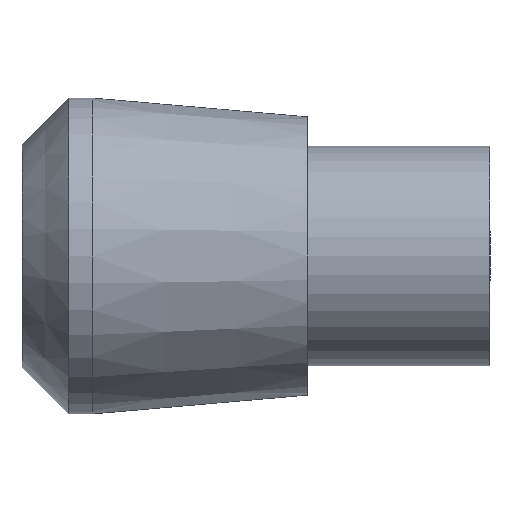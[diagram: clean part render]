
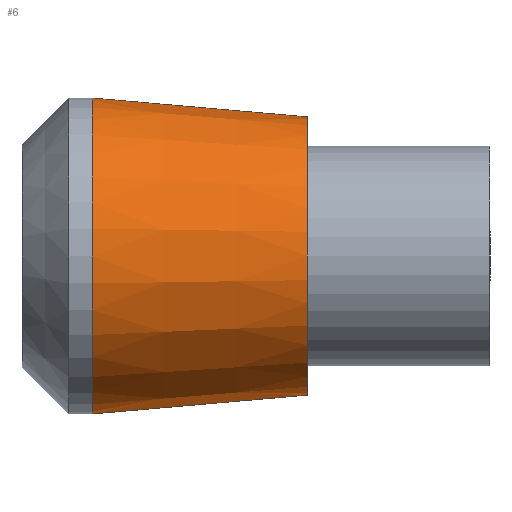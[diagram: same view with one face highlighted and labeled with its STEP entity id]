
A CAD part, left-side view. The second image highlights one B-rep face of the part: STEP entity #6.
In plain terms, the highlighted conical face has half-angle 5 degrees and reference radius 6.75 mm.
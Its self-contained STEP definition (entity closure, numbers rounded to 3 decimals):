
#2 = CIRCLE ( 'NONE', #97, 6.75 ) ;
#3 = ORIENTED_EDGE ( 'NONE', *, *, #146, .T. ) ;
#6 = ADVANCED_FACE ( 'NONE', ( #226 ), #567, .T. ) ;
#13 = DIRECTION ( 'NONE',  ( 1., 0., 0. ) ) ;
#14 = CARTESIAN_POINT ( 'NONE',  ( 0., 17., 6.75 ) ) ;
#44 = ORIENTED_EDGE ( 'NONE', *, *, #612, .T. ) ;
#52 = DIRECTION ( 'NONE',  ( 0., 0., 1. ) ) ;
#94 = ORIENTED_EDGE ( 'NONE', *, *, #266, .F. ) ;
#97 = AXIS2_PLACEMENT_3D ( 'NONE', #342, #232, #13 ) ;
#105 = ORIENTED_EDGE ( 'NONE', *, *, #557, .T. ) ;
#120 = CARTESIAN_POINT ( 'NONE',  ( 0., 7.8, 0. ) ) ;
#146 = EDGE_CURVE ( 'NONE', #222, #509, #360, .T. ) ;
#168 = DIRECTION ( 'NONE',  ( 0., 0., 1. ) ) ;
#222 = VERTEX_POINT ( 'NONE', #280 ) ;
#226 = FACE_OUTER_BOUND ( 'NONE', #276, .T. ) ;
#230 = AXIS2_PLACEMENT_3D ( 'NONE', #537, #331, #52 ) ;
#231 = DIRECTION ( 'NONE',  ( 0., 0.996, 0.087 ) ) ;
#232 = DIRECTION ( 'NONE',  ( 0., -1., 0. ) ) ;
#266 = EDGE_CURVE ( 'NONE', #371, #498, #678, .T. ) ;
#276 = EDGE_LOOP ( 'NONE', ( #94, #105, #3, #44 ) ) ;
#280 = CARTESIAN_POINT ( 'NONE',  ( 0., 7.8, 5.945 ) ) ;
#317 = CARTESIAN_POINT ( 'NONE',  ( 0., 17., 6.75 ) ) ;
#331 = DIRECTION ( 'NONE',  ( 0., 1., 0. ) ) ;
#342 = CARTESIAN_POINT ( 'NONE',  ( 0., 17., 0. ) ) ;
#360 = LINE ( 'NONE', #14, #545 ) ;
#371 = VERTEX_POINT ( 'NONE', #480 ) ;
#438 = AXIS2_PLACEMENT_3D ( 'NONE', #120, #444, #168 ) ;
#444 = DIRECTION ( 'NONE',  ( 0., 1., 0. ) ) ;
#471 = CARTESIAN_POINT ( 'NONE',  ( 0., 17., -6.75 ) ) ;
#480 = CARTESIAN_POINT ( 'NONE',  ( 0., 7.8, -5.945 ) ) ;
#498 = VERTEX_POINT ( 'NONE', #471 ) ;
#502 = DIRECTION ( 'NONE',  ( 0., 0.996, -0.087 ) ) ;
#505 = CARTESIAN_POINT ( 'NONE',  ( 0., 17., -6.75 ) ) ;
#509 = VERTEX_POINT ( 'NONE', #317 ) ;
#537 = CARTESIAN_POINT ( 'NONE',  ( 0., 17., 0. ) ) ;
#545 = VECTOR ( 'NONE', #231, 1000. ) ;
#557 = EDGE_CURVE ( 'NONE', #371, #222, #630, .T. ) ;
#567 = CONICAL_SURFACE ( 'NONE', #230, 6.75, 0.087 ) ;
#599 = VECTOR ( 'NONE', #502, 1000. ) ;
#612 = EDGE_CURVE ( 'NONE', #509, #498, #2, .T. ) ;
#630 = CIRCLE ( 'NONE', #438, 5.945 ) ;
#678 = LINE ( 'NONE', #505, #599 ) ;
